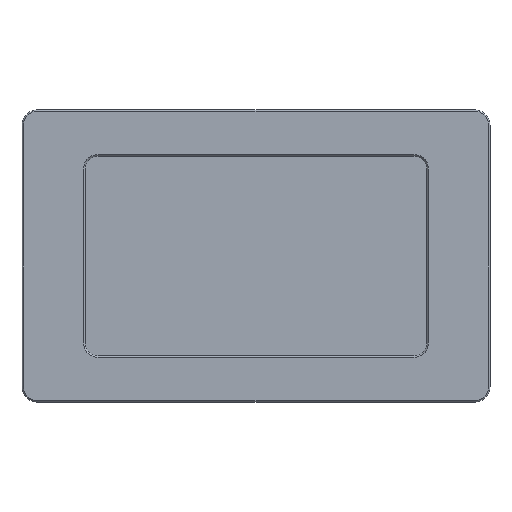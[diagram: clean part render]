
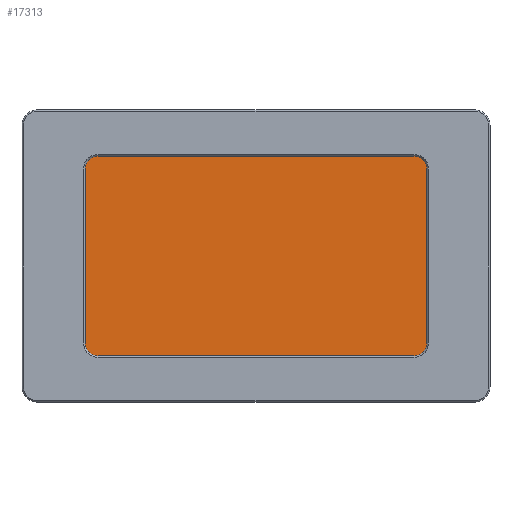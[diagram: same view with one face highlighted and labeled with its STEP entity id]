
A CAD part, top view. The second image highlights one B-rep face of the part: STEP entity #17313.
In plain terms, the highlighted planar face has unit normal (0, 0, 1).
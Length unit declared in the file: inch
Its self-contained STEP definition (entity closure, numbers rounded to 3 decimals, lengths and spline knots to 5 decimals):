
#346=PLANE('',#18279);
#1059=FACE_OUTER_BOUND('',#1981,.T.);
#1981=EDGE_LOOP('',(#11573,#11574,#11575,#11576,#11577,#11578,#11579,#11580));
#2997=CIRCLE('',#18280,0.3115);
#2998=CIRCLE('',#18281,0.3115);
#2999=CIRCLE('',#18282,0.3115);
#3000=CIRCLE('',#18283,0.3115);
#3595=LINE('',#25195,#5431);
#3596=LINE('',#25199,#5432);
#3597=LINE('',#25203,#5433);
#3598=LINE('',#25206,#5434);
#5431=VECTOR('',#19565,0.3937);
#5432=VECTOR('',#19568,0.3937);
#5433=VECTOR('',#19571,0.3937);
#5434=VECTOR('',#19574,0.3937);
#7411=VERTEX_POINT('',#25191);
#7412=VERTEX_POINT('',#25192);
#7413=VERTEX_POINT('',#25194);
#7414=VERTEX_POINT('',#25196);
#7415=VERTEX_POINT('',#25198);
#7416=VERTEX_POINT('',#25200);
#7417=VERTEX_POINT('',#25202);
#7418=VERTEX_POINT('',#25204);
#9075=EDGE_CURVE('',#7411,#7412,#2997,.T.);
#9076=EDGE_CURVE('',#7413,#7411,#3595,.T.);
#9077=EDGE_CURVE('',#7414,#7413,#2998,.T.);
#9078=EDGE_CURVE('',#7415,#7414,#3596,.T.);
#9079=EDGE_CURVE('',#7416,#7415,#2999,.T.);
#9080=EDGE_CURVE('',#7417,#7416,#3597,.T.);
#9081=EDGE_CURVE('',#7418,#7417,#3000,.T.);
#9082=EDGE_CURVE('',#7412,#7418,#3598,.T.);
#11573=ORIENTED_EDGE('',*,*,#9075,.F.);
#11574=ORIENTED_EDGE('',*,*,#9076,.F.);
#11575=ORIENTED_EDGE('',*,*,#9077,.F.);
#11576=ORIENTED_EDGE('',*,*,#9078,.F.);
#11577=ORIENTED_EDGE('',*,*,#9079,.F.);
#11578=ORIENTED_EDGE('',*,*,#9080,.F.);
#11579=ORIENTED_EDGE('',*,*,#9081,.F.);
#11580=ORIENTED_EDGE('',*,*,#9082,.F.);
#17313=ADVANCED_FACE('',(#1059),#346,.T.);
#18279=AXIS2_PLACEMENT_3D('',#25190,#19561,#19562);
#18280=AXIS2_PLACEMENT_3D('',#25193,#19563,#19564);
#18281=AXIS2_PLACEMENT_3D('',#25197,#19566,#19567);
#18282=AXIS2_PLACEMENT_3D('',#25201,#19569,#19570);
#18283=AXIS2_PLACEMENT_3D('',#25205,#19572,#19573);
#19561=DIRECTION('center_axis',(0.,0.,1.));
#19562=DIRECTION('ref_axis',(1.,0.,0.));
#19563=DIRECTION('center_axis',(0.,0.,-1.));
#19564=DIRECTION('ref_axis',(0.,-1.,0.));
#19565=DIRECTION('',(0.,-1.,0.));
#19566=DIRECTION('center_axis',(0.,0.,-1.));
#19567=DIRECTION('ref_axis',(1.,0.,0.));
#19568=DIRECTION('',(1.,0.,0.));
#19569=DIRECTION('center_axis',(0.,0.,-1.));
#19570=DIRECTION('ref_axis',(0.,1.,0.));
#19571=DIRECTION('',(0.,1.,0.));
#19572=DIRECTION('center_axis',(0.,0.,-1.));
#19573=DIRECTION('ref_axis',(-1.,0.,0.));
#19574=DIRECTION('',(-1.,0.,0.));
#25190=CARTESIAN_POINT('Origin',(5.576,3.46389,0.8335));
#25191=CARTESIAN_POINT('',(9.6495,1.414,0.8335));
#25192=CARTESIAN_POINT('',(9.338,1.1025,0.8335));
#25193=CARTESIAN_POINT('Origin',(9.338,1.414,0.8335));
#25194=CARTESIAN_POINT('',(9.6495,5.551,0.8335));
#25195=CARTESIAN_POINT('',(9.6495,3.99032,0.8335));
#25196=CARTESIAN_POINT('',(9.338,5.8625,0.8335));
#25197=CARTESIAN_POINT('Origin',(9.338,5.551,0.8335));
#25198=CARTESIAN_POINT('',(1.814,5.8625,0.8335));
#25199=CARTESIAN_POINT('',(4.6355,5.8625,0.8335));
#25200=CARTESIAN_POINT('',(1.5025,5.551,0.8335));
#25201=CARTESIAN_POINT('Origin',(1.814,5.551,0.8335));
#25202=CARTESIAN_POINT('',(1.5025,1.414,0.8335));
#25203=CARTESIAN_POINT('',(1.5025,2.95607,0.8335));
#25204=CARTESIAN_POINT('',(1.814,1.1025,0.8335));
#25205=CARTESIAN_POINT('Origin',(1.814,1.414,0.8335));
#25206=CARTESIAN_POINT('',(6.5165,1.1025,0.8335));
